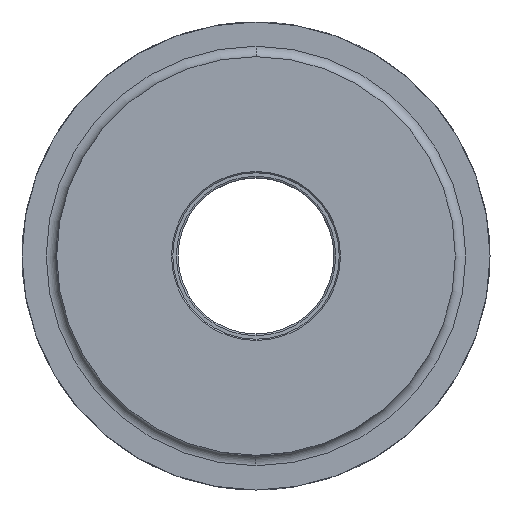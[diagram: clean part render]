
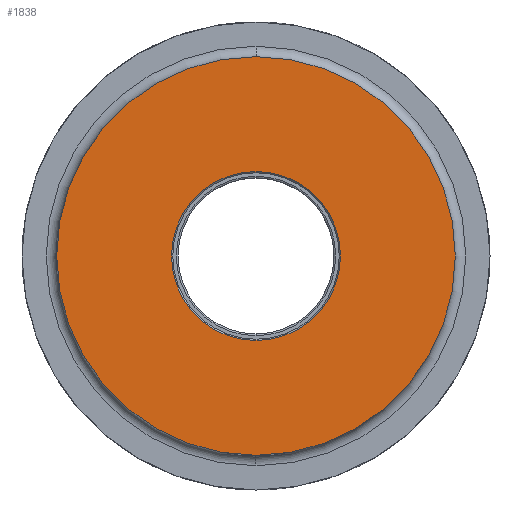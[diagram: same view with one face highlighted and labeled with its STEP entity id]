
A CAD part, left-side view. The second image highlights one B-rep face of the part: STEP entity #1838.
In plain terms, the highlighted planar face has unit normal (-1, 0, 0).
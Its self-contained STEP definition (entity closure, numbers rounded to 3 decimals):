
#531 = EDGE_CURVE ( 'NONE', #1061, #3281, #6101, .T. ) ;
#539 = EDGE_CURVE ( 'NONE', #1034, #1033, #6108, .T. ) ;
#602 = EDGE_CURVE ( 'NONE', #1033, #1034, #6176, .T. ) ;
#603 = EDGE_CURVE ( 'NONE', #3281, #1061, #6177, .T. ) ;
#1033 = VERTEX_POINT ( 'NONE', #7798 ) ;
#1034 = VERTEX_POINT ( 'NONE', #7799 ) ;
#1061 = VERTEX_POINT ( 'NONE', #7826 ) ;
#1838 = ADVANCED_FACE ( 'NONE', ( #6414, #6422 ), #8390, .T. ) ;
#2377 = EDGE_LOOP ( 'NONE', ( #2639, #2640 ) ) ;
#2379 = EDGE_LOOP ( 'NONE', ( #2641, #2642 ) ) ;
#2639 = ORIENTED_EDGE ( 'NONE', *, *, #602, .F. ) ;
#2640 = ORIENTED_EDGE ( 'NONE', *, *, #539, .F. ) ;
#2641 = ORIENTED_EDGE ( 'NONE', *, *, #531, .T. ) ;
#2642 = ORIENTED_EDGE ( 'NONE', *, *, #603, .T. ) ;
#3281 = VERTEX_POINT ( 'NONE', #10590 ) ;
#5524 = AXIS2_PLACEMENT_3D ( 'NONE', #6765, #6864, #6865 ) ;
#5529 = AXIS2_PLACEMENT_3D ( 'NONE', #6885, #6886, #6887 ) ;
#5559 = AXIS2_PLACEMENT_3D ( 'NONE', #7235, #7259, #7260 ) ;
#5560 = AXIS2_PLACEMENT_3D ( 'NONE', #7255, #7256, #7257 ) ;
#5691 = AXIS2_PLACEMENT_3D ( 'NONE', #8389, #8392, #8393 ) ;
#6101 = CIRCLE ( 'NONE', #5524, 57.5 ) ;
#6108 = CIRCLE ( 'NONE', #5529, 24.381 ) ;
#6176 = CIRCLE ( 'NONE', #5560, 24.381 ) ;
#6177 = CIRCLE ( 'NONE', #5559, 57.5 ) ;
#6414 = FACE_BOUND ( 'NONE', #2377, .T. ) ;
#6422 = FACE_OUTER_BOUND ( 'NONE', #2379, .T. ) ;
#6765 = CARTESIAN_POINT ( 'NONE',  ( -92.5, 0., 0. ) ) ;
#6864 = DIRECTION ( 'NONE',  ( -1., 0., 0. ) ) ;
#6865 = DIRECTION ( 'NONE',  ( 0., 0., 1. ) ) ;
#6885 = CARTESIAN_POINT ( 'NONE',  ( -92.5, 0., 0. ) ) ;
#6886 = DIRECTION ( 'NONE',  ( -1., 0., 0. ) ) ;
#6887 = DIRECTION ( 'NONE',  ( 0., 0., -1. ) ) ;
#7235 = CARTESIAN_POINT ( 'NONE',  ( -92.5, 0., 0. ) ) ;
#7255 = CARTESIAN_POINT ( 'NONE',  ( -92.5, 0., 0. ) ) ;
#7256 = DIRECTION ( 'NONE',  ( -1., 0., 0. ) ) ;
#7257 = DIRECTION ( 'NONE',  ( 0., 0., -1. ) ) ;
#7259 = DIRECTION ( 'NONE',  ( -1., 0., 0. ) ) ;
#7260 = DIRECTION ( 'NONE',  ( 0., 0., 1. ) ) ;
#7798 = CARTESIAN_POINT ( 'NONE',  ( -92.5, 0., -24.381 ) ) ;
#7799 = CARTESIAN_POINT ( 'NONE',  ( -92.5, 0., 24.381 ) ) ;
#7826 = CARTESIAN_POINT ( 'NONE',  ( -92.5, 0., 57.5 ) ) ;
#8389 = CARTESIAN_POINT ( 'NONE',  ( -92.5, 0., 0. ) ) ;
#8390 = PLANE ( 'NONE',  #5691 ) ;
#8392 = DIRECTION ( 'NONE',  ( -1., 0., 0. ) ) ;
#8393 = DIRECTION ( 'NONE',  ( 0., 0., -1. ) ) ;
#10590 = CARTESIAN_POINT ( 'NONE',  ( -92.5, 0., -57.5 ) ) ;
